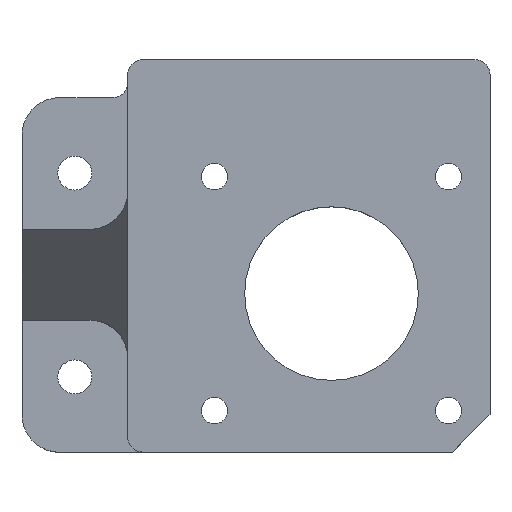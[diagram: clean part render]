
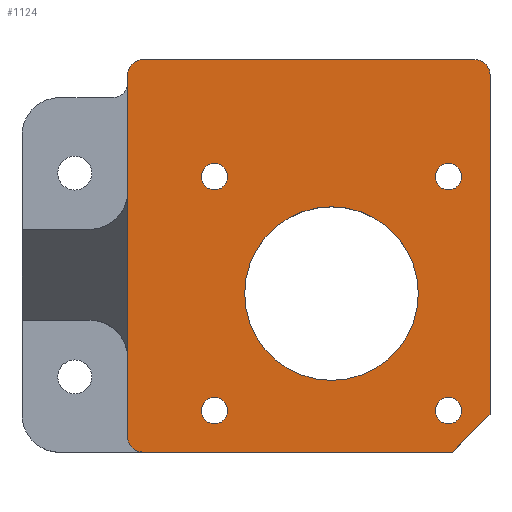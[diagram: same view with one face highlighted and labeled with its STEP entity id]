
A CAD part, top view. The second image highlights one B-rep face of the part: STEP entity #1124.
In plain terms, the highlighted planar face has unit normal (0, 0, 1).
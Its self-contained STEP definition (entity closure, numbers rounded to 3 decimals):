
#54=FACE_BOUND('',#231,.T.);
#55=FACE_BOUND('',#232,.T.);
#56=FACE_BOUND('',#233,.T.);
#57=FACE_BOUND('',#234,.T.);
#58=FACE_BOUND('',#235,.T.);
#89=PLANE('',#1253);
#147=FACE_OUTER_BOUND('',#230,.T.);
#230=EDGE_LOOP('',(#1025,#1026,#1027,#1028,#1029,#1030,#1031,#1032,#1033,
#1034));
#231=EDGE_LOOP('',(#1035));
#232=EDGE_LOOP('',(#1036));
#233=EDGE_LOOP('',(#1037));
#234=EDGE_LOOP('',(#1038));
#235=EDGE_LOOP('',(#1039));
#241=LINE('',#1614,#339);
#254=LINE('',#1658,#352);
#261=LINE('',#1678,#359);
#280=LINE('',#1749,#378);
#284=LINE('',#1756,#382);
#285=LINE('',#1758,#383);
#324=LINE('',#1875,#422);
#339=VECTOR('',#1278,10.);
#352=VECTOR('',#1315,10.);
#359=VECTOR('',#1334,10.);
#378=VECTOR('',#1407,10.);
#382=VECTOR('',#1415,10.);
#383=VECTOR('',#1418,10.);
#422=VECTOR('',#1547,10.);
#443=CIRCLE('',#1159,2.);
#445=CIRCLE('',#1162,2.);
#451=CIRCLE('',#1170,2.);
#479=CIRCLE('',#1244,1.75);
#480=CIRCLE('',#1246,1.75);
#481=CIRCLE('',#1248,1.75);
#482=CIRCLE('',#1250,1.75);
#483=CIRCLE('',#1252,11.5);
#490=VERTEX_POINT('',#1611);
#491=VERTEX_POINT('',#1613);
#509=VERTEX_POINT('',#1655);
#510=VERTEX_POINT('',#1657);
#513=VERTEX_POINT('',#1665);
#515=VERTEX_POINT('',#1671);
#516=VERTEX_POINT('',#1673);
#517=VERTEX_POINT('',#1677);
#529=VERTEX_POINT('',#1712);
#538=VERTEX_POINT('',#1737);
#579=VERTEX_POINT('',#1887);
#580=VERTEX_POINT('',#1891);
#581=VERTEX_POINT('',#1895);
#582=VERTEX_POINT('',#1899);
#583=VERTEX_POINT('',#1903);
#591=EDGE_CURVE('',#491,#490,#241,.T.);
#613=EDGE_CURVE('',#509,#510,#254,.T.);
#617=EDGE_CURVE('',#510,#513,#443,.T.);
#621=EDGE_CURVE('',#515,#516,#445,.T.);
#623=EDGE_CURVE('',#517,#516,#261,.T.);
#630=EDGE_CURVE('',#517,#490,#451,.T.);
#659=EDGE_CURVE('',#515,#538,#280,.T.);
#663=EDGE_CURVE('',#538,#529,#284,.T.);
#664=EDGE_CURVE('',#529,#513,#285,.T.);
#720=EDGE_CURVE('',#491,#509,#324,.T.);
#726=EDGE_CURVE('',#579,#579,#479,.T.);
#728=EDGE_CURVE('',#580,#580,#480,.T.);
#730=EDGE_CURVE('',#581,#581,#481,.T.);
#732=EDGE_CURVE('',#582,#582,#482,.T.);
#734=EDGE_CURVE('',#583,#583,#483,.T.);
#1025=ORIENTED_EDGE('',*,*,#617,.F.);
#1026=ORIENTED_EDGE('',*,*,#613,.F.);
#1027=ORIENTED_EDGE('',*,*,#720,.F.);
#1028=ORIENTED_EDGE('',*,*,#591,.T.);
#1029=ORIENTED_EDGE('',*,*,#630,.F.);
#1030=ORIENTED_EDGE('',*,*,#623,.T.);
#1031=ORIENTED_EDGE('',*,*,#621,.F.);
#1032=ORIENTED_EDGE('',*,*,#659,.T.);
#1033=ORIENTED_EDGE('',*,*,#663,.T.);
#1034=ORIENTED_EDGE('',*,*,#664,.T.);
#1035=ORIENTED_EDGE('',*,*,#726,.T.);
#1036=ORIENTED_EDGE('',*,*,#728,.T.);
#1037=ORIENTED_EDGE('',*,*,#730,.T.);
#1038=ORIENTED_EDGE('',*,*,#732,.T.);
#1039=ORIENTED_EDGE('',*,*,#734,.T.);
#1124=ADVANCED_FACE('',(#147,#54,#55,#56,#57,#58),#89,.T.);
#1159=AXIS2_PLACEMENT_3D('',#1666,#1321,#1322);
#1162=AXIS2_PLACEMENT_3D('',#1674,#1329,#1330);
#1170=AXIS2_PLACEMENT_3D('',#1691,#1348,#1349);
#1244=AXIS2_PLACEMENT_3D('',#1888,#1562,#1563);
#1246=AXIS2_PLACEMENT_3D('',#1892,#1567,#1568);
#1248=AXIS2_PLACEMENT_3D('',#1896,#1572,#1573);
#1250=AXIS2_PLACEMENT_3D('',#1900,#1577,#1578);
#1252=AXIS2_PLACEMENT_3D('',#1904,#1582,#1583);
#1253=AXIS2_PLACEMENT_3D('',#1906,#1585,#1586);
#1278=DIRECTION('',(0.,1.,0.));
#1315=DIRECTION('',(-1.,0.,0.));
#1321=DIRECTION('center_axis',(0.,0.,-1.));
#1322=DIRECTION('ref_axis',(-0.707,-0.707,0.));
#1329=DIRECTION('center_axis',(0.,0.,-1.));
#1330=DIRECTION('ref_axis',(-0.707,0.707,0.));
#1334=DIRECTION('',(-1.,0.,0.));
#1348=DIRECTION('center_axis',(0.,0.,-1.));
#1349=DIRECTION('ref_axis',(0.707,0.707,0.));
#1407=DIRECTION('',(0.,-1.,0.));
#1415=DIRECTION('',(0.,-1.,0.));
#1418=DIRECTION('',(0.,-1.,0.));
#1547=DIRECTION('',(-0.707,-0.707,0.));
#1562=DIRECTION('center_axis',(0.,0.,-1.));
#1563=DIRECTION('ref_axis',(1.,0.,0.));
#1567=DIRECTION('center_axis',(0.,0.,-1.));
#1568=DIRECTION('ref_axis',(1.,0.,0.));
#1572=DIRECTION('center_axis',(0.,0.,-1.));
#1573=DIRECTION('ref_axis',(1.,0.,0.));
#1577=DIRECTION('center_axis',(0.,0.,-1.));
#1578=DIRECTION('ref_axis',(1.,0.,0.));
#1582=DIRECTION('center_axis',(0.,0.,-1.));
#1583=DIRECTION('ref_axis',(1.,0.,0.));
#1585=DIRECTION('center_axis',(0.,0.,1.));
#1586=DIRECTION('ref_axis',(1.,0.,0.));
#1611=CARTESIAN_POINT('',(42.,50.,6.));
#1613=CARTESIAN_POINT('',(42.,5.,6.));
#1614=CARTESIAN_POINT('',(42.,0.,6.));
#1655=CARTESIAN_POINT('',(37.,0.,6.));
#1657=CARTESIAN_POINT('',(-4.,0.,6.));
#1658=CARTESIAN_POINT('',(0.,0.,6.));
#1665=CARTESIAN_POINT('',(-6.,2.,6.));
#1666=CARTESIAN_POINT('Origin',(-4.,2.,6.));
#1671=CARTESIAN_POINT('',(-6.,50.,6.));
#1673=CARTESIAN_POINT('',(-4.,52.,6.));
#1674=CARTESIAN_POINT('Origin',(-4.,50.,6.));
#1677=CARTESIAN_POINT('',(40.,52.,6.));
#1678=CARTESIAN_POINT('',(42.,52.,6.));
#1691=CARTESIAN_POINT('Origin',(40.,50.,6.));
#1712=CARTESIAN_POINT('',(-6.,12.5,6.));
#1737=CARTESIAN_POINT('',(-6.,34.5,6.));
#1749=CARTESIAN_POINT('',(-6.,52.,6.));
#1756=CARTESIAN_POINT('',(-6.,52.,6.));
#1758=CARTESIAN_POINT('',(-6.,52.,6.));
#1875=CARTESIAN_POINT('',(39.5,2.5,6.));
#1887=CARTESIAN_POINT('',(3.75,5.5,6.));
#1888=CARTESIAN_POINT('Origin',(5.5,5.5,6.));
#1891=CARTESIAN_POINT('',(3.75,36.5,6.));
#1892=CARTESIAN_POINT('Origin',(5.5,36.5,6.));
#1895=CARTESIAN_POINT('',(34.75,36.5,6.));
#1896=CARTESIAN_POINT('Origin',(36.5,36.5,6.));
#1899=CARTESIAN_POINT('',(34.75,5.5,6.));
#1900=CARTESIAN_POINT('Origin',(36.5,5.5,6.));
#1903=CARTESIAN_POINT('',(9.5,21.,6.));
#1904=CARTESIAN_POINT('Origin',(21.,21.,6.));
#1906=CARTESIAN_POINT('Origin',(21.,21.,6.));
